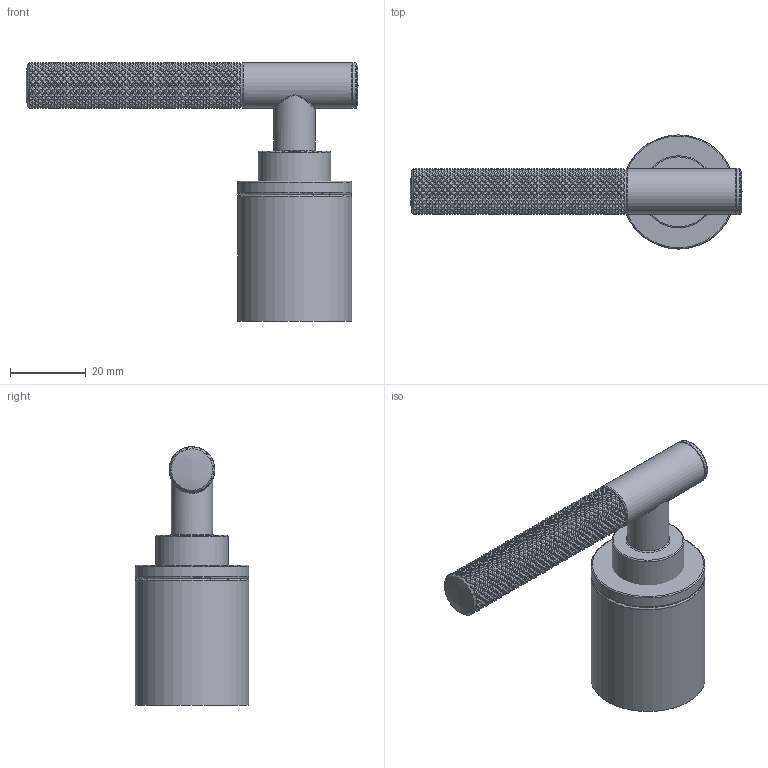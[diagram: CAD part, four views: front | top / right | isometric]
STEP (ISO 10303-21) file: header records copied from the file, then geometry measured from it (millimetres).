
FILE_DESCRIPTION(/* description */ ('Unknown'),/* implementation_level */ '2;1');
FILE_NAME(/* name */ '48651000 New1',/* time_stamp */ '2023-07-27T14:54:46+02:00',/* author */ ('Unknown'),/* organization */ ('GROHE AG'),/* preprocessor_version */ 'ST-DEVELOPER v16.7',/* originating_system */ 'DEX',/* authorisation */ $);
FILE_SCHEMA (('AUTOMOTIVE_DESIGN {1 0 10303 214 3 1 1}'));
Length unit declared in the file: millimetre
Products named in the file (4): 48651000 New1; 48651000 New1_0; _1
Assembly tree (3 placements, depth 2):
  48651000 New1
    48651000 New1
    48651000 New1_0
    _1
Bounding box: 87.38 x 30 x 68.06 mm (x, y, z)
Volume: 32014.1 mm3; surface area: 10593.5 mm2
Topology: 2 solids, 4 shells, 6589 faces, 13303 edges, 6653 vertices
Faces by surface type: cylinder 5616, bspline 554, sphere 352, plane 42, torus 16, cone 9
Full cylindrical faces by diameter (mm): 10.91 x1, 12.005 x2, 19 x1, 29.997 x1, 30 x1
Entity records: 188428 total; most frequent: CARTESIAN_POINT 77823, ORIENTED_EDGE 26391, DIRECTION 16420, EDGE_CURVE 13197, B_SPLINE_CURVE_WITH_KNOTS 11026, AXIS2_PLACEMENT_3D 8210, VERTEX_POINT 6639, FACE_BOUND 6614
